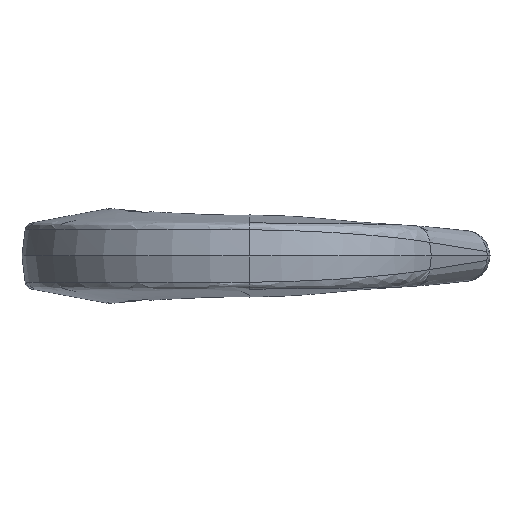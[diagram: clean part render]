
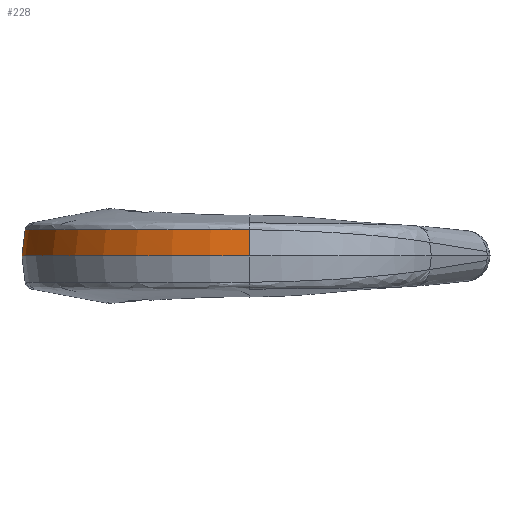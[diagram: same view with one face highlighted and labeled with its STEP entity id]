
A CAD part, front view. The second image highlights one B-rep face of the part: STEP entity #228.
In plain terms, the highlighted conical face has half-angle 7 degrees and reference radius 72 mm.
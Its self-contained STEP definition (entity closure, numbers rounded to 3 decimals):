
#228=ADVANCED_FACE('',(#598),#599,.T.);
#598=FACE_OUTER_BOUND('',#1115,.T.);
#599=CONICAL_SURFACE('',#1116,72.0,0.122);
#1115=EDGE_LOOP('',(#30206,#30207,#30208,#30209));
#1116=AXIS2_PLACEMENT_3D('',#30210,#30211,#30212);
#30206=ORIENTED_EDGE('',*,*,#31486,.F.);
#30207=ORIENTED_EDGE('',*,*,#31487,.T.);
#30208=ORIENTED_EDGE('',*,*,#31488,.T.);
#30209=ORIENTED_EDGE('',*,*,#31489,.T.);
#30210=CARTESIAN_POINT('',(0.0,0.0,0.0));
#30211=DIRECTION('',(0.0,-0.0,-1.0));
#30212=DIRECTION('',(1.0,0.0,0.0));
#31486=EDGE_CURVE('',#32067,#32140,#32141,.T.);
#31487=EDGE_CURVE('',#32067,#32142,#32143,.T.);
#31488=EDGE_CURVE('',#32142,#32144,#32145,.T.);
#31489=EDGE_CURVE('',#32144,#32140,#32146,.T.);
#32067=VERTEX_POINT('',#33057);
#32140=VERTEX_POINT('',#33619);
#32141=LINE('',#33620,#33621);
#32142=VERTEX_POINT('',#33622);
#32143=CIRCLE('',#33623,72.0);
#32144=VERTEX_POINT('',#33624);
#32145=LINE('',#33625,#33626);
#32146=B_SPLINE_CURVE_WITH_KNOTS('',3,(#33627,#33628,#33629,#33630,#33631,#33632,#33633,#33634,#33635,#33636,#33637,#33638,#33639,#33640,#33641,#33642,#33643,#33644,#33645,#33646,#33647,#33648,#33649,#33650,#33651,#33652,#33653,#33654,#33655,#33656,#33657,#33658,#33659,#33660,#33661,#33662,#33663,#33664,#33665,#33666,#33667,#33668,#33669,#33670,#33671,#33672,#33673,#33674,#33675),.UNSPECIFIED.,.F.,.F.,(4,3,3,3,3,3,3,3,3,3,3,3,3,3,3,3,4),(0.,0.063,0.125,0.188,0.25,0.313,0.375,0.438,0.5,0.563,0.625,0.688,0.75,0.813,0.875,0.938,1.0),.UNSPECIFIED.);
#33057=CARTESIAN_POINT('',(-72.0,0.,0.0));
#33619=CARTESIAN_POINT('',(-70.98,0.,8.305));
#33620=CARTESIAN_POINT('',(-72.0,0.,0.0));
#33621=VECTOR('',#39514,1.0);
#33622=CARTESIAN_POINT('',(0.,-72.0,0.0));
#33623=AXIS2_PLACEMENT_3D('',#39515,#39516,#39517);
#33624=CARTESIAN_POINT('',(0.,-70.98,8.305));
#33625=CARTESIAN_POINT('',(0.,-72.0,0.0));
#33626=VECTOR('',#39518,10.0);
#33627=CARTESIAN_POINT('',(0.,-70.98,8.305));
#33628=CARTESIAN_POINT('',(-2.323,-70.98,8.305));
#33629=CARTESIAN_POINT('',(-4.646,-70.866,8.305));
#33630=CARTESIAN_POINT('',(-6.957,-70.639,8.305));
#33631=CARTESIAN_POINT('',(-9.269,-70.411,8.305));
#33632=CARTESIAN_POINT('',(-11.569,-70.07,8.305));
#33633=CARTESIAN_POINT('',(-13.848,-69.616,8.305));
#33634=CARTESIAN_POINT('',(-16.126,-69.163,8.305));
#33635=CARTESIAN_POINT('',(-18.382,-68.598,8.305));
#33636=CARTESIAN_POINT('',(-20.604,-67.924,8.305));
#33637=CARTESIAN_POINT('',(-22.827,-67.25,8.305));
#33638=CARTESIAN_POINT('',(-25.017,-66.466,8.305));
#33639=CARTESIAN_POINT('',(-27.163,-65.577,8.305));
#33640=CARTESIAN_POINT('',(-29.309,-64.688,8.305));
#33641=CARTESIAN_POINT('',(-31.411,-63.694,8.305));
#33642=CARTESIAN_POINT('',(-33.46,-62.599,8.305));
#33643=CARTESIAN_POINT('',(-35.508,-61.504,8.305));
#33644=CARTESIAN_POINT('',(-37.503,-60.308,8.305));
#33645=CARTESIAN_POINT('',(-39.435,-59.018,8.305));
#33646=CARTESIAN_POINT('',(-41.366,-57.727,8.305));
#33647=CARTESIAN_POINT('',(-43.234,-56.342,8.305));
#33648=CARTESIAN_POINT('',(-45.029,-54.869,8.305));
#33649=CARTESIAN_POINT('',(-46.825,-53.395,8.305));
#33650=CARTESIAN_POINT('',(-48.548,-51.833,8.305));
#33651=CARTESIAN_POINT('',(-50.191,-50.191,8.305));
#33652=CARTESIAN_POINT('',(-51.833,-48.548,8.305));
#33653=CARTESIAN_POINT('',(-53.395,-46.825,8.305));
#33654=CARTESIAN_POINT('',(-54.869,-45.029,8.305));
#33655=CARTESIAN_POINT('',(-56.342,-43.234,8.305));
#33656=CARTESIAN_POINT('',(-57.727,-41.366,8.305));
#33657=CARTESIAN_POINT('',(-59.018,-39.435,8.305));
#33658=CARTESIAN_POINT('',(-60.308,-37.503,8.305));
#33659=CARTESIAN_POINT('',(-61.504,-35.508,8.305));
#33660=CARTESIAN_POINT('',(-62.599,-33.46,8.305));
#33661=CARTESIAN_POINT('',(-63.694,-31.411,8.305));
#33662=CARTESIAN_POINT('',(-64.688,-29.309,8.305));
#33663=CARTESIAN_POINT('',(-65.577,-27.163,8.305));
#33664=CARTESIAN_POINT('',(-66.466,-25.017,8.305));
#33665=CARTESIAN_POINT('',(-67.25,-22.827,8.305));
#33666=CARTESIAN_POINT('',(-67.924,-20.604,8.305));
#33667=CARTESIAN_POINT('',(-68.598,-18.382,8.305));
#33668=CARTESIAN_POINT('',(-69.163,-16.126,8.305));
#33669=CARTESIAN_POINT('',(-69.616,-13.848,8.305));
#33670=CARTESIAN_POINT('',(-70.07,-11.569,8.305));
#33671=CARTESIAN_POINT('',(-70.411,-9.269,8.305));
#33672=CARTESIAN_POINT('',(-70.639,-6.957,8.305));
#33673=CARTESIAN_POINT('',(-70.866,-4.646,8.305));
#33674=CARTESIAN_POINT('',(-70.98,-2.323,8.305));
#33675=CARTESIAN_POINT('',(-70.98,0.,8.305));
#39514=DIRECTION('',(0.122,0.,0.993));
#39515=CARTESIAN_POINT('',(0.0,0.0,0.0));
#39516=DIRECTION('',(0.0,0.0,1.0));
#39517=DIRECTION('',(1.0,0.0,0.0));
#39518=DIRECTION('',(0.,0.122,0.993));
